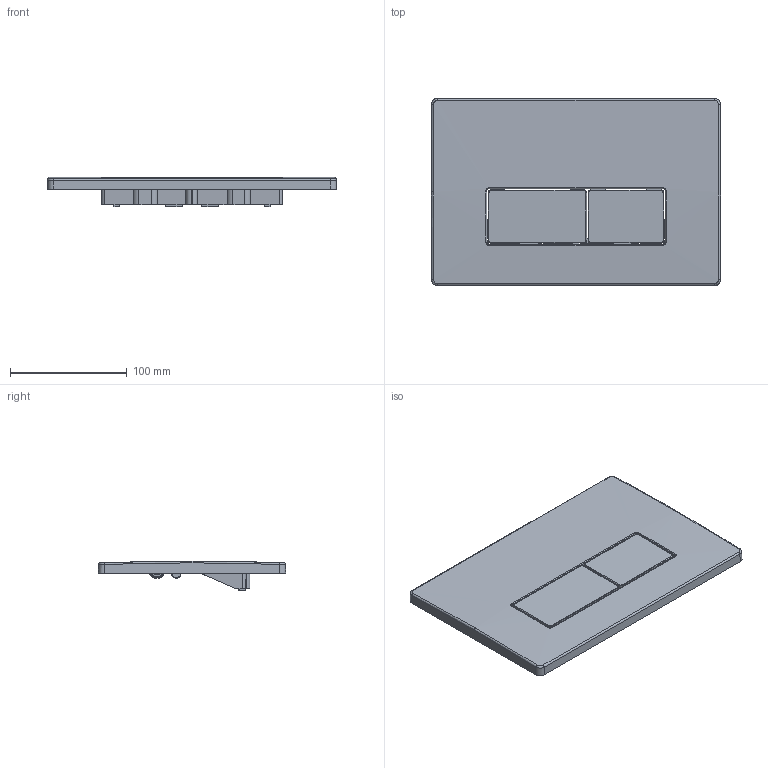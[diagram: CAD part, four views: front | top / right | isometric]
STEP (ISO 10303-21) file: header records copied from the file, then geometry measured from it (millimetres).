
FILE_DESCRIPTION (( 'STEP AP214' ), '1' );
FILE_NAME ('FP161-FP162-FP165-FP166_v10422.STEP', '2022-04-27T10:07:33', ( '' ), ( '' ), 'SwSTEP 2.0', 'SolidWorks 2019', '' );
FILE_SCHEMA (( 'AUTOMOTIVE_DESIGN' ));
Length unit declared in the file: millimetre
Products named in the file (4): GR_338_P58_PANEL_REV(Default); FP161-FP162-FP165-FP166_v10422; GR_339_P58_3LT_BUTON_REV; GR_340_P58_6LT_BUTON_REV
Assembly tree (3 placements, depth 2):
  FP161-FP162-FP165-FP166_v10422
    GR_338_P58_PANEL_REV(Default)
    GR_339_P58_3LT_BUTON_REV
    GR_340_P58_6LT_BUTON_REV
Bounding box: 247.26 x 160.26 x 25.5 mm (x, y, z)
Volume: 143717.6 mm3; surface area: 117554.3 mm2
Topology: 3 solids, 3 shells, 3837 faces, 9087 edges, 5274 vertices
Faces by surface type: cylinder 1610, plane 970, bspline 795, sphere 354, torus 92, cone 16
Entity records: 118948 total; most frequent: CARTESIAN_POINT 37880, ORIENTED_EDGE 18108, DIRECTION 16008, EDGE_CURVE 9054, AXIS2_PLACEMENT_3D 5890, VERTEX_POINT 5274, LINE 4228, VECTOR 4228
